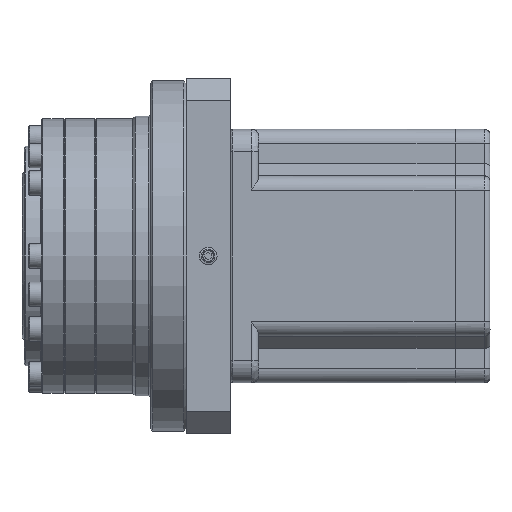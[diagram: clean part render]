
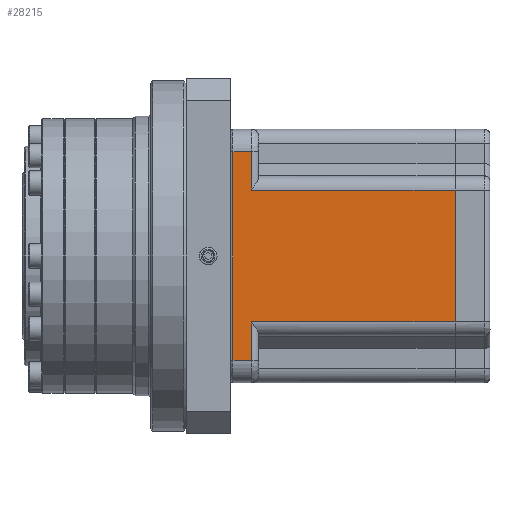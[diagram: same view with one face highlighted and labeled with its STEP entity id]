
A CAD part, left-side view. The second image highlights one B-rep face of the part: STEP entity #28215.
In plain terms, the highlighted face is planar.
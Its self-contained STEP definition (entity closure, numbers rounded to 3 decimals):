
#361 = VERTEX_POINT ( 'NONE', #66420 ) ;
#460 = DIRECTION ( 'NONE',  ( -1., 0., 0. ) ) ;
#538 = ORIENTED_EDGE ( 'NONE', *, *, #24104, .F. ) ;
#2567 = CARTESIAN_POINT ( 'NONE',  ( 8.167, -28.53, -25.684 ) ) ;
#2975 = DIRECTION ( 'NONE',  ( 1., 0., 0. ) ) ;
#3041 = CARTESIAN_POINT ( 'NONE',  ( -21.598, -28.53, -0.635 ) ) ;
#3650 = LINE ( 'NONE', #19794, #64030 ) ;
#3896 = ORIENTED_EDGE ( 'NONE', *, *, #50316, .F. ) ;
#4568 = LINE ( 'NONE', #21425, #68838 ) ;
#7043 = VECTOR ( 'NONE', #25449, 1000. ) ;
#11288 = VECTOR ( 'NONE', #39152, 1000. ) ;
#14697 = PLANE ( 'NONE',  #51729 ) ;
#15773 = CARTESIAN_POINT ( 'NONE',  ( -21.598, -28.53, 20.209 ) ) ;
#18081 = VERTEX_POINT ( 'NONE', #18386 ) ;
#18386 = CARTESIAN_POINT ( 'NONE',  ( 16.856, -28.53, 20.209 ) ) ;
#18502 = LINE ( 'NONE', #29893, #41245 ) ;
#19794 = CARTESIAN_POINT ( 'NONE',  ( 16.856, -28.53, -0.635 ) ) ;
#20574 = CARTESIAN_POINT ( 'NONE',  ( 8.167, -28.53, 20.209 ) ) ;
#21056 = ORIENTED_EDGE ( 'NONE', *, *, #54394, .F. ) ;
#21125 = LINE ( 'NONE', #38788, #11288 ) ;
#21425 = CARTESIAN_POINT ( 'NONE',  ( -6.715, -28.53, 24.414 ) ) ;
#21770 = CARTESIAN_POINT ( 'NONE',  ( -6.715, -28.53, 20.209 ) ) ;
#22057 = EDGE_CURVE ( 'NONE', #32875, #66687, #68980, .T. ) ;
#22635 = VERTEX_POINT ( 'NONE', #28880 ) ;
#22946 = LINE ( 'NONE', #67821, #51724 ) ;
#23374 = DIRECTION ( 'NONE',  ( 0., 0., 1. ) ) ;
#23560 = EDGE_CURVE ( 'NONE', #18081, #25420, #3650, .T. ) ;
#24104 = EDGE_CURVE ( 'NONE', #25420, #361, #4568, .T. ) ;
#25420 = VERTEX_POINT ( 'NONE', #44284 ) ;
#25449 = DIRECTION ( 'NONE',  ( 0., 0., -1. ) ) ;
#28215 = ADVANCED_FACE ( 'NONE', ( #36785 ), #14697, .F. ) ;
#28880 = CARTESIAN_POINT ( 'NONE',  ( -21.598, -28.53, -25.684 ) ) ;
#29243 = CARTESIAN_POINT ( 'NONE',  ( 8.167, -28.53, -0.635 ) ) ;
#29893 = CARTESIAN_POINT ( 'NONE',  ( -6.715, -28.53, 20.209 ) ) ;
#31421 = ORIENTED_EDGE ( 'NONE', *, *, #23560, .F. ) ;
#32875 = VERTEX_POINT ( 'NONE', #2567 ) ;
#34654 = VECTOR ( 'NONE', #23374, 1000. ) ;
#36785 = FACE_OUTER_BOUND ( 'NONE', #41658, .T. ) ;
#38019 = ORIENTED_EDGE ( 'NONE', *, *, #22057, .F. ) ;
#38788 = CARTESIAN_POINT ( 'NONE',  ( -6.715, -28.53, -25.684 ) ) ;
#39152 = DIRECTION ( 'NONE',  ( 1., 0., 0. ) ) ;
#41245 = VECTOR ( 'NONE', #68894, 1000. ) ;
#41658 = EDGE_LOOP ( 'NONE', ( #38019, #68778, #21056, #3896, #65517, #538, #31421, #58996 ) ) ;
#42306 = DIRECTION ( 'NONE',  ( 0., 0., 1. ) ) ;
#44284 = CARTESIAN_POINT ( 'NONE',  ( 16.856, -28.53, 24.414 ) ) ;
#44668 = VERTEX_POINT ( 'NONE', #65723 ) ;
#50316 = EDGE_CURVE ( 'NONE', #44668, #56416, #61121, .T. ) ;
#51724 = VECTOR ( 'NONE', #61203, 1000. ) ;
#51729 = AXIS2_PLACEMENT_3D ( 'NONE', #54418, #70255, #2975 ) ;
#54394 = EDGE_CURVE ( 'NONE', #56416, #22635, #57116, .T. ) ;
#54418 = CARTESIAN_POINT ( 'NONE',  ( -30.287, -28.53, -25.684 ) ) ;
#55322 = EDGE_CURVE ( 'NONE', #66687, #18081, #18502, .T. ) ;
#56416 = VERTEX_POINT ( 'NONE', #15773 ) ;
#57116 = LINE ( 'NONE', #3041, #7043 ) ;
#58996 = ORIENTED_EDGE ( 'NONE', *, *, #55322, .F. ) ;
#61121 = LINE ( 'NONE', #21770, #64244 ) ;
#61203 = DIRECTION ( 'NONE',  ( 0., 0., -1. ) ) ;
#64030 = VECTOR ( 'NONE', #42306, 1000. ) ;
#64244 = VECTOR ( 'NONE', #66649, 1000. ) ;
#65517 = ORIENTED_EDGE ( 'NONE', *, *, #66106, .F. ) ;
#65723 = CARTESIAN_POINT ( 'NONE',  ( -30.287, -28.53, 20.209 ) ) ;
#66106 = EDGE_CURVE ( 'NONE', #361, #44668, #22946, .T. ) ;
#66420 = CARTESIAN_POINT ( 'NONE',  ( -30.287, -28.53, 24.414 ) ) ;
#66649 = DIRECTION ( 'NONE',  ( 1., 0., 0. ) ) ;
#66687 = VERTEX_POINT ( 'NONE', #20574 ) ;
#67821 = CARTESIAN_POINT ( 'NONE',  ( -30.287, -28.53, 22.312 ) ) ;
#68778 = ORIENTED_EDGE ( 'NONE', *, *, #71524, .F. ) ;
#68838 = VECTOR ( 'NONE', #460, 1000. ) ;
#68894 = DIRECTION ( 'NONE',  ( 1., 0., 0. ) ) ;
#68980 = LINE ( 'NONE', #29243, #34654 ) ;
#70255 = DIRECTION ( 'NONE',  ( 0., -1., 0. ) ) ;
#71524 = EDGE_CURVE ( 'NONE', #22635, #32875, #21125, .T. ) ;
